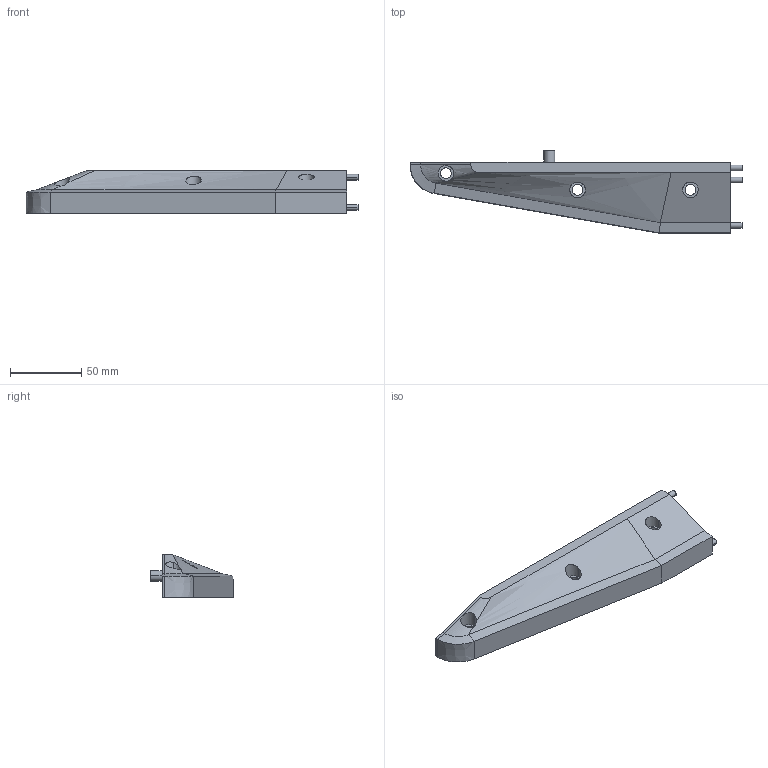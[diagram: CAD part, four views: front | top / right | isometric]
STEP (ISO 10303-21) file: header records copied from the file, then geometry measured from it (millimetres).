
FILE_DESCRIPTION (( 'STEP AP214' ), '1' );
FILE_NAME ('6650044', '2019-02-01T11:54:54', ( '' ), ('JUGARD+KÜNSTNER GmbH'), 'SwSTEP 2.0', 'SolidWorks 2017', '' );
FILE_SCHEMA (( 'AUTOMOTIVE_DESIGN' ));
Length unit declared in the file: millimetre
Products named in the file (1): 6650044_CNAJF00
Bounding box: 233 x 58 x 30 mm (x, y, z)
Volume: 185117.5 mm3; surface area: 31382.5 mm2
Topology: 1 solids, 1 shells, 48 faces, 114 edges, 74 vertices
Faces by surface type: plane 22, cylinder 21, cone 3, bspline 2
Entity records: 1843 total; most frequent: CARTESIAN_POINT 696, ORIENTED_EDGE 228, DIRECTION 225, EDGE_CURVE 114, AXIS2_PLACEMENT_3D 83, VERTEX_POINT 74, EDGE_LOOP 60, LINE 59
